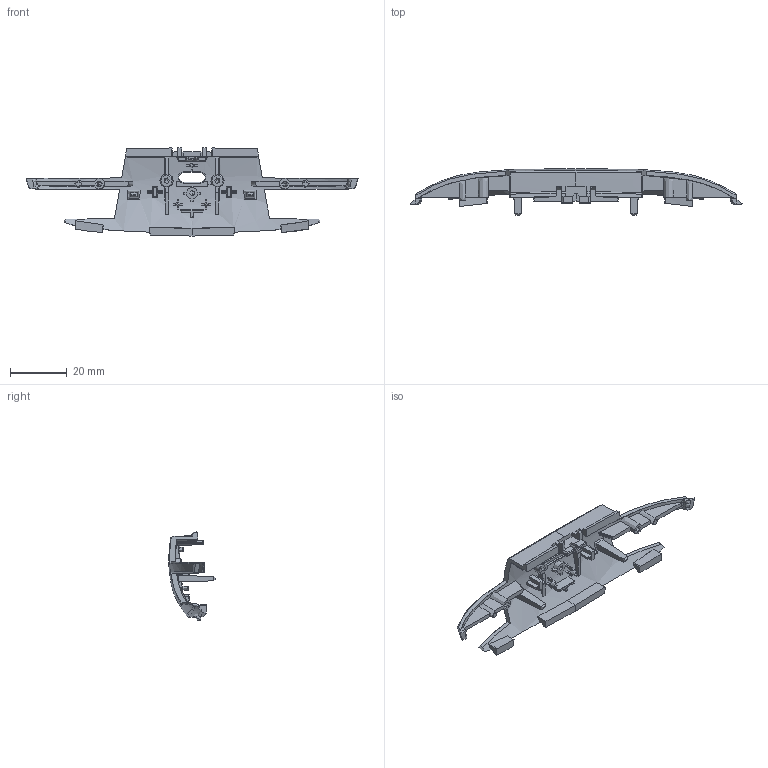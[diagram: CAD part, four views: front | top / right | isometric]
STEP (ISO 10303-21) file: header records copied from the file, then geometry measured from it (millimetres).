
FILE_DESCRIPTION(/* description */ (''),/* implementation_level */ '2;1');
FILE_NAME(/* name */ 'TriggerHolder.step',/* time_stamp */ '2025-05-19T13:22:06-07:00',/* author */ (''),/* organization */ (''),/* preprocessor_version */ 'ST-DEVELOPER v20.1',/* originating_system */ 'Autodesk Translation Framework v14.4.0.0',/* authorisation */ '');
FILE_SCHEMA (('AUTOMOTIVE_DESIGN { 1 0 10303 214 3 1 1 }'));
Length unit declared in the file: millimetre
Products named in the file (1): TriggerHolder
Bounding box: 117.5 x 16.5 x 31.19 mm (x, y, z)
Volume: 5631.1 mm3; surface area: 7364 mm2
Topology: 1 solids, 1 shells, 467 faces, 1294 edges, 839 vertices
Faces by surface type: plane 251, bspline 154, cylinder 33, cone 22, torus 5, sphere 2
Full cylindrical faces by diameter (mm): 1.8 x5
Entity records: 24374 total; most frequent: CARTESIAN_POINT 14339, ORIENTED_EDGE 2586, EDGE_CURVE 1293, DIRECTION 1293, VERTEX_POINT 839, B_SPLINE_CURVE_WITH_KNOTS 686, EDGE_LOOP 480, FACE_OUTER_BOUND 467
